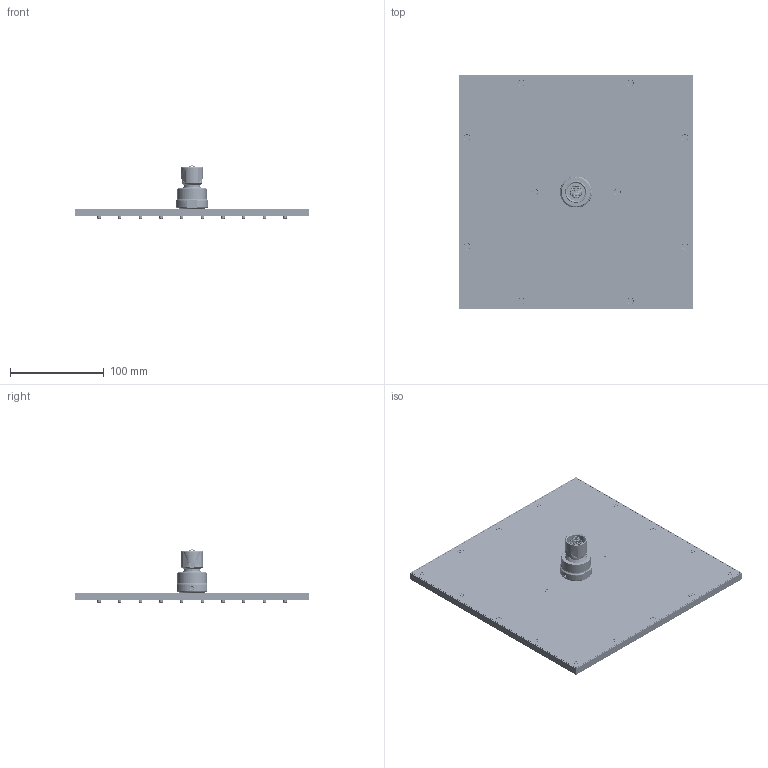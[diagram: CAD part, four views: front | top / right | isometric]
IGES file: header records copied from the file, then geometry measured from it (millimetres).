
Global section: file name: d1e93af9-aa97-4832-89e2-ca1eefe1d11c; native system: unknown; preprocessor: unknown; author: unknown; organization: unknown; date: 20200630.102103; units: millimetre
Bounding box: 250 x 250 x 56.66 mm (x, y, z)
Volume: 303431.2 mm3; surface area: 430713.8 mm2
Topology: 49 solids, 49 shells, 3676 faces, 12184 edges, 7978 vertices
Faces by surface type: bspline 3676
